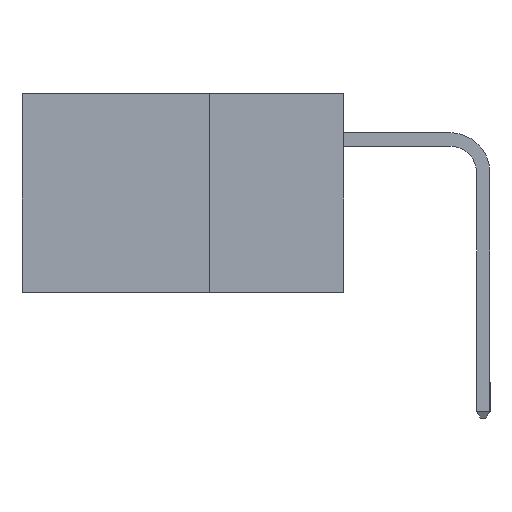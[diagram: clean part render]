
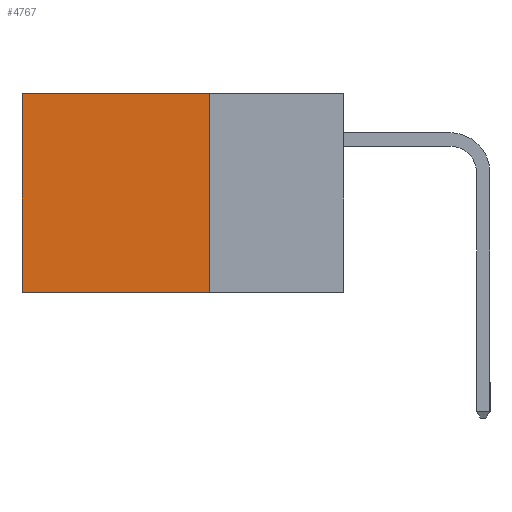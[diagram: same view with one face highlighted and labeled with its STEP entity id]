
A CAD part, left-side view. The second image highlights one B-rep face of the part: STEP entity #4767.
In plain terms, the highlighted planar face has unit normal (-1, 0, 0).
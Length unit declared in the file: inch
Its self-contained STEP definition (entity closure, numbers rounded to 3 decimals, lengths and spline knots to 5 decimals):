
#86 = DIRECTION ( 'NONE',  ( 0., 1., 0. ) ) ;
#1096 = CARTESIAN_POINT ( 'NONE',  ( 0.298, 0.25, -0.37 ) ) ;
#1249 = VERTEX_POINT ( 'NONE', #9021 ) ;
#1456 = CARTESIAN_POINT ( 'NONE',  ( 0.298, 0.25, 0. ) ) ;
#1992 = CARTESIAN_POINT ( 'NONE',  ( 0.298, 0.6, 0. ) ) ;
#2003 = VERTEX_POINT ( 'NONE', #1096 ) ;
#2479 = EDGE_CURVE ( 'NONE', #1249, #2003, #5306, .T. ) ;
#3594 = DIRECTION ( 'NONE',  ( 0., 0., -1. ) ) ;
#4168 = EDGE_CURVE ( 'NONE', #14243, #18165, #13271, .T. ) ;
#4767 = ADVANCED_FACE ( 'NONE', ( #15702 ), #6004, .F. ) ;
#5306 = LINE ( 'NONE', #1456, #12855 ) ;
#5833 = ORIENTED_EDGE ( 'NONE', *, *, #2479, .F. ) ;
#6004 = PLANE ( 'NONE',  #7103 ) ;
#6068 = DIRECTION ( 'NONE',  ( 0., 0., -1. ) ) ;
#7103 = AXIS2_PLACEMENT_3D ( 'NONE', #12498, #15653, #6068 ) ;
#8263 = LINE ( 'NONE', #8345, #15699 ) ;
#8345 = CARTESIAN_POINT ( 'NONE',  ( 0.298, 0.25, 0. ) ) ;
#8388 = ORIENTED_EDGE ( 'NONE', *, *, #11404, .F. ) ;
#8666 = VECTOR ( 'NONE', #13565, 39.37008 ) ;
#9021 = CARTESIAN_POINT ( 'NONE',  ( 0.298, 0.25, 0. ) ) ;
#9051 = ORIENTED_EDGE ( 'NONE', *, *, #4168, .T. ) ;
#11404 = EDGE_CURVE ( 'NONE', #2003, #18165, #17562, .T. ) ;
#12005 = CARTESIAN_POINT ( 'NONE',  ( 0.298, 0.25, -0.37 ) ) ;
#12498 = CARTESIAN_POINT ( 'NONE',  ( 0.298, 0.25, 0. ) ) ;
#12855 = VECTOR ( 'NONE', #3594, 39.37008 ) ;
#13028 = EDGE_CURVE ( 'NONE', #1249, #14243, #8263, .T. ) ;
#13271 = LINE ( 'NONE', #17324, #14976 ) ;
#13565 = DIRECTION ( 'NONE',  ( 0., 1., 0. ) ) ;
#13933 = CARTESIAN_POINT ( 'NONE',  ( 0.298, 0.6, -0.37 ) ) ;
#14157 = DIRECTION ( 'NONE',  ( 0., 0., -1. ) ) ;
#14243 = VERTEX_POINT ( 'NONE', #1992 ) ;
#14976 = VECTOR ( 'NONE', #14157, 39.37008 ) ;
#15653 = DIRECTION ( 'NONE',  ( 1., 0., 0. ) ) ;
#15699 = VECTOR ( 'NONE', #86, 39.37008 ) ;
#15702 = FACE_OUTER_BOUND ( 'NONE', #18500, .T. ) ;
#16678 = ORIENTED_EDGE ( 'NONE', *, *, #13028, .T. ) ;
#17324 = CARTESIAN_POINT ( 'NONE',  ( 0.298, 0.6, 0. ) ) ;
#17562 = LINE ( 'NONE', #12005, #8666 ) ;
#18165 = VERTEX_POINT ( 'NONE', #13933 ) ;
#18500 = EDGE_LOOP ( 'NONE', ( #9051, #8388, #5833, #16678 ) ) ;
